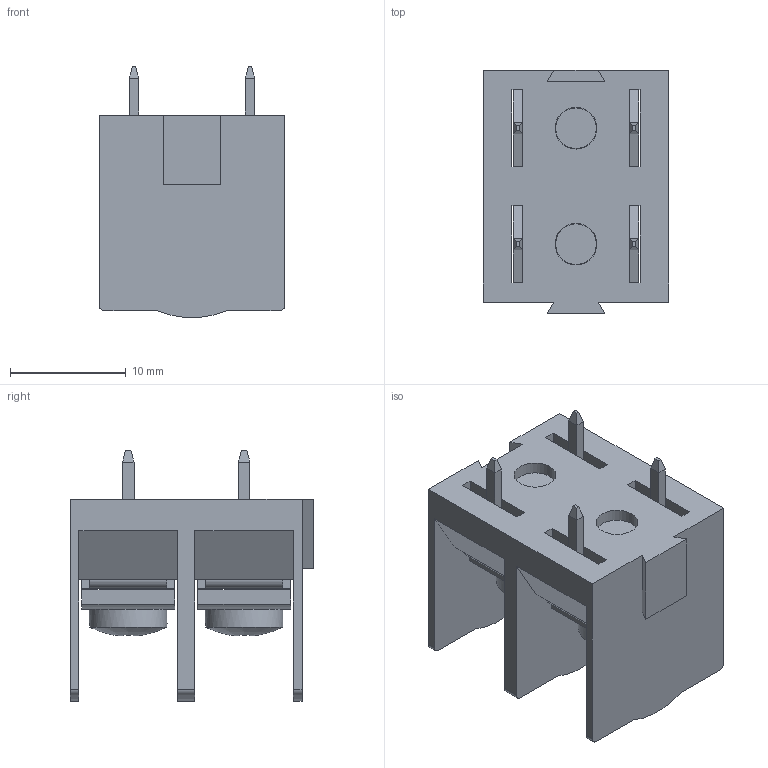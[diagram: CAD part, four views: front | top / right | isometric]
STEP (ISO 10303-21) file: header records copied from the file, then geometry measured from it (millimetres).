
FILE_DESCRIPTION( ( 'STEP AP214' ), '1' );
FILE_NAME( ' ', ' ', ( ' ' ), ( ' ' ), 'PSStep 13.0', 'VISI 18.0', ' ' );
FILE_SCHEMA( ( 'AUTOMOTIVE_DESIGN { 1 0 10303 214 1 1 1 1 }' ) );
Length unit declared in the file: millimetre
Products named in the file (1): 1
Bounding box: 16.02 x 21 x 21.65 mm (x, y, z)
Volume: 2889.3 mm3; surface area: 3400 mm2
Topology: 1 solids, 1 shells, 236 faces, 638 edges, 410 vertices
Faces by surface type: plane 185, cylinder 43, bspline 4, cone 2, extrusion 2
Full cylindrical faces by diameter (mm): 3.3 x2, 3.5 x4, 3.6 x2, 6.7 x2
Entity records: 9360 total; most frequent: CARTESIAN_POINT 1671, ORIENTED_EDGE 1232, DIRECTION 1122, EDGE_CURVE 616, VECTOR 480, LINE 478, VERTEX_POINT 400, AXIS2_PLACEMENT_3D 321
